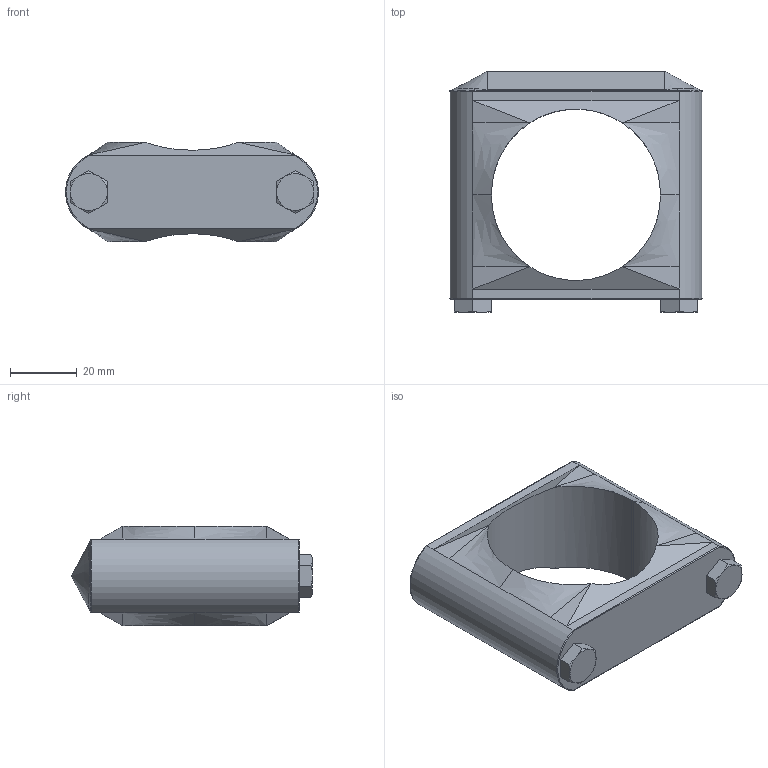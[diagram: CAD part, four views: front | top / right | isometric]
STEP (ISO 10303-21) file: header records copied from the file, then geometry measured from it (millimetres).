
FILE_DESCRIPTION (( 'STEP AP214' ), '1' );
FILE_NAME ('CSDBM2.0T304ZP.STEP', '2023-05-26T16:41:38', ( '' ), ( '' ), 'SwSTEP 2.0', 'SolidWorks 2018', '' );
FILE_SCHEMA (( 'AUTOMOTIVE_DESIGN' ));
Length unit declared in the file: inch
Products named in the file (1): CSDBM2.0T304ZP
Bounding box: 75.87 x 72.35 x 29.84 mm (x, y, z)
Volume: 64024.8 mm3; surface area: 15692.1 mm2
Topology: 1 solids, 1 shells, 82 faces, 194 edges, 114 vertices
Faces by surface type: plane 35, cone 16, bspline 14, cylinder 11, torus 4, sphere 2
Entity records: 3212 total; most frequent: CARTESIAN_POINT 1493, ORIENTED_EDGE 388, DIRECTION 280, EDGE_CURVE 194, VERTEX_POINT 114, AXIS2_PLACEMENT_3D 97, LINE 86, VECTOR 86
